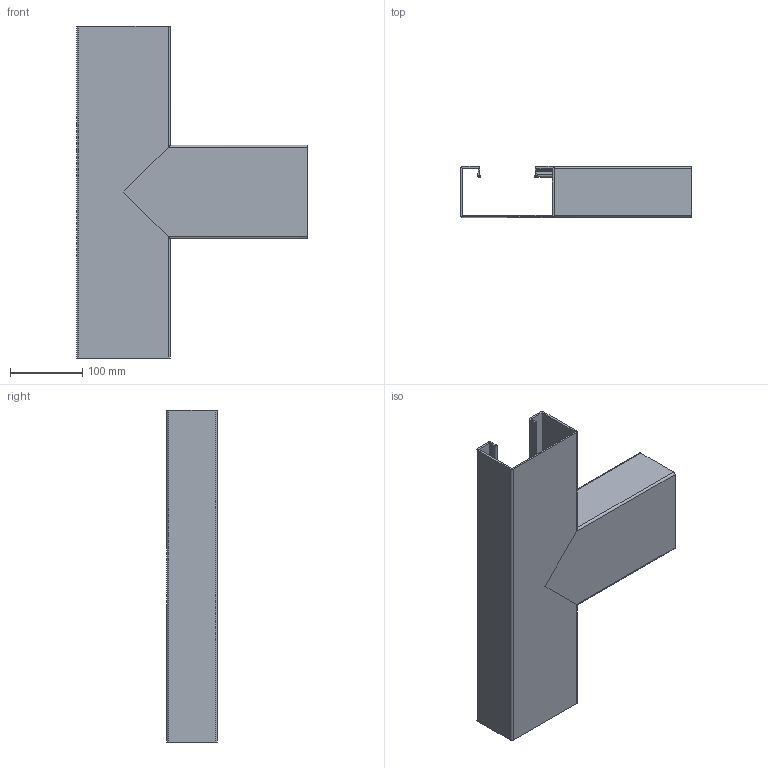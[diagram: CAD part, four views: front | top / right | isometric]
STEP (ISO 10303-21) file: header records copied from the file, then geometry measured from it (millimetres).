
FILE_DESCRIPTION (( 'STEP AP214' ), '1' );
FILE_NAME ('6274562.stp', '2016-05-06T13:14:09', ( '' ), ( '' ), 'SwSTEP 2.0', 'SolidWorks 2014', '' );
FILE_SCHEMA (( 'AUTOMOTIVE_DESIGN' ));
Length unit declared in the file: millimetre
Products named in the file (3): 6274562; 014554_GK-T70130; 014555_GK-T70130
Assembly tree (2 placements, depth 2):
  6274562
    014554_GK-T70130
    014555_GK-T70130
Bounding box: 320 x 70 x 460 mm (x, y, z)
Volume: 549831.9 mm3; surface area: 421793.9 mm2
Topology: 2 solids, 2 shells, 139 faces, 405 edges, 270 vertices
Faces by surface type: plane 77, cylinder 62
Entity records: 4691 total; most frequent: CARTESIAN_POINT 951, ORIENTED_EDGE 810, DIRECTION 731, EDGE_CURVE 405, VECTOR 279, LINE 279, VERTEX_POINT 270, AXIS2_PLACEMENT_3D 226
